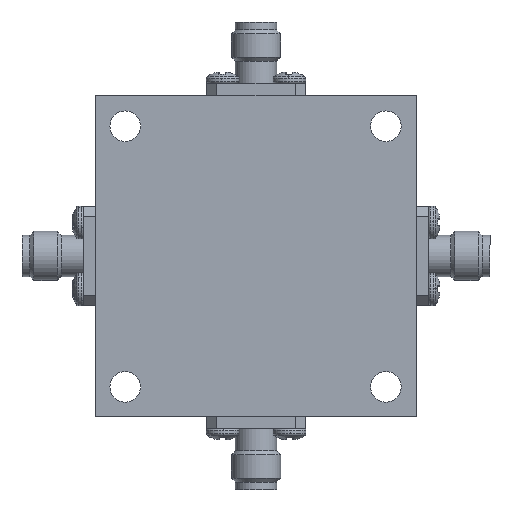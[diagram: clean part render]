
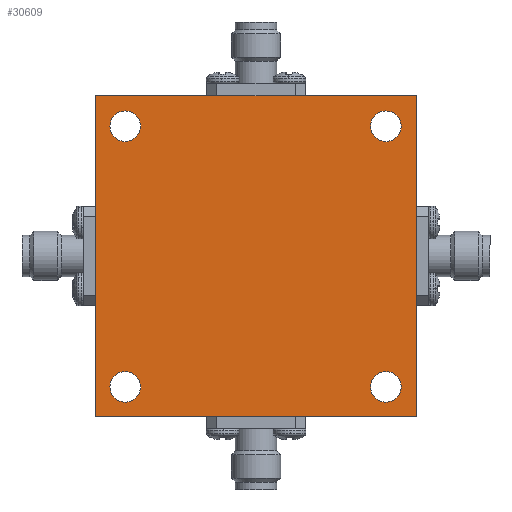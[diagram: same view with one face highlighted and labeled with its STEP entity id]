
A CAD part, front view. The second image highlights one B-rep face of the part: STEP entity #30609.
In plain terms, the highlighted planar face has unit normal (0, -1, 0).
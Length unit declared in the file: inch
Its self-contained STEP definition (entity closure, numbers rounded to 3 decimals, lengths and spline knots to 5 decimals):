
#448 = DIRECTION ( 'NONE',  ( 0., 0., 1. ) ) ;
#1721 = ORIENTED_EDGE ( 'NONE', *, *, #12141, .T. ) ;
#3802 = ORIENTED_EDGE ( 'NONE', *, *, #60716, .T. ) ;
#4728 = DIRECTION ( 'NONE',  ( 0., 1., 0. ) ) ;
#5648 = EDGE_CURVE ( 'NONE', #40473, #8958, #8936, .T. ) ;
#6568 = CARTESIAN_POINT ( 'NONE',  ( 0.66, 0., 0.582 ) ) ;
#8936 = LINE ( 'NONE', #20821, #13199 ) ;
#8958 = VERTEX_POINT ( 'NONE', #75546 ) ;
#9513 = VERTEX_POINT ( 'NONE', #73623 ) ;
#9891 = DIRECTION ( 'NONE',  ( -1., 0., 0. ) ) ;
#9962 = VERTEX_POINT ( 'NONE', #20153 ) ;
#11938 = VERTEX_POINT ( 'NONE', #36356 ) ;
#12129 = ORIENTED_EDGE ( 'NONE', *, *, #24224, .F. ) ;
#12141 = EDGE_CURVE ( 'NONE', #19509, #74177, #77534, .T. ) ;
#13199 = VECTOR ( 'NONE', #32318, 39.37008 ) ;
#15293 = ORIENTED_EDGE ( 'NONE', *, *, #40434, .F. ) ;
#15339 = FACE_OUTER_BOUND ( 'NONE', #52267, .T. ) ;
#16954 = AXIS2_PLACEMENT_3D ( 'NONE', #70978, #72549, #64997 ) ;
#17575 = DIRECTION ( 'NONE',  ( 0., 1., 0. ) ) ;
#18810 = ORIENTED_EDGE ( 'NONE', *, *, #5648, .F. ) ;
#19313 = DIRECTION ( 'NONE',  ( 0., 0., -1. ) ) ;
#19509 = VERTEX_POINT ( 'NONE', #57327 ) ;
#20096 = CARTESIAN_POINT ( 'NONE',  ( 0.815, 0., 0.815 ) ) ;
#20153 = CARTESIAN_POINT ( 'NONE',  ( -0.665, 0., 0.738 ) ) ;
#20497 = DIRECTION ( 'NONE',  ( 0., -1., 0. ) ) ;
#20821 = CARTESIAN_POINT ( 'NONE',  ( -0.815, 0., 0.815 ) ) ;
#20980 = CARTESIAN_POINT ( 'NONE',  ( -0.665, 0., -0.743 ) ) ;
#22021 = DIRECTION ( 'NONE',  ( 0., 1., 0. ) ) ;
#22038 = CARTESIAN_POINT ( 'NONE',  ( 0., 0., 0. ) ) ;
#22300 = CARTESIAN_POINT ( 'NONE',  ( -0.665, 0., 0.66 ) ) ;
#23465 = ORIENTED_EDGE ( 'NONE', *, *, #67649, .T. ) ;
#23498 = AXIS2_PLACEMENT_3D ( 'NONE', #54455, #4728, #77015 ) ;
#23693 = LINE ( 'NONE', #58794, #27679 ) ;
#24224 = EDGE_CURVE ( 'NONE', #8958, #43091, #68695, .T. ) ;
#24625 = ORIENTED_EDGE ( 'NONE', *, *, #58402, .F. ) ;
#25389 = AXIS2_PLACEMENT_3D ( 'NONE', #35534, #65507, #29543 ) ;
#25654 = ORIENTED_EDGE ( 'NONE', *, *, #55403, .T. ) ;
#25968 = CIRCLE ( 'NONE', #23498, 0.078 ) ;
#26943 = CIRCLE ( 'NONE', #49703, 0.078 ) ;
#27170 = DIRECTION ( 'NONE',  ( 0., 1., 0. ) ) ;
#27565 = FACE_BOUND ( 'NONE', #36105, .T. ) ;
#27679 = VECTOR ( 'NONE', #71540, 39.37008 ) ;
#29472 = VERTEX_POINT ( 'NONE', #20980 ) ;
#29543 = DIRECTION ( 'NONE',  ( 0., 0., 1. ) ) ;
#30609 = ADVANCED_FACE ( 'NONE', ( #45373, #27565, #15339, #76148, #50540 ), #32399, .T. ) ;
#30818 = VECTOR ( 'NONE', #9891, 39.37008 ) ;
#31340 = AXIS2_PLACEMENT_3D ( 'NONE', #22038, #20497, #38331 ) ;
#32318 = DIRECTION ( 'NONE',  ( 1., 0., 0. ) ) ;
#32399 = PLANE ( 'NONE',  #31340 ) ;
#33829 = EDGE_CURVE ( 'NONE', #77673, #77925, #74063, .T. ) ;
#35320 = CARTESIAN_POINT ( 'NONE',  ( 0.66, 0., -0.743 ) ) ;
#35534 = CARTESIAN_POINT ( 'NONE',  ( 0.66, 0., -0.665 ) ) ;
#35561 = CIRCLE ( 'NONE', #43088, 0.078 ) ;
#36105 = EDGE_LOOP ( 'NONE', ( #36197, #49988 ) ) ;
#36197 = ORIENTED_EDGE ( 'NONE', *, *, #40259, .T. ) ;
#36356 = CARTESIAN_POINT ( 'NONE',  ( -0.665, 0., 0.582 ) ) ;
#38219 = CARTESIAN_POINT ( 'NONE',  ( -0.815, 0., 0.815 ) ) ;
#38331 = DIRECTION ( 'NONE',  ( 0., 0., -1. ) ) ;
#40259 = EDGE_CURVE ( 'NONE', #29472, #9513, #26943, .T. ) ;
#40300 = ORIENTED_EDGE ( 'NONE', *, *, #33829, .T. ) ;
#40434 = EDGE_CURVE ( 'NONE', #43091, #67575, #51742, .T. ) ;
#40473 = VERTEX_POINT ( 'NONE', #38219 ) ;
#41699 = DIRECTION ( 'NONE',  ( 0., 0., 1. ) ) ;
#42210 = EDGE_CURVE ( 'NONE', #9513, #29472, #63721, .T. ) ;
#43088 = AXIS2_PLACEMENT_3D ( 'NONE', #78244, #60397, #54131 ) ;
#43091 = VERTEX_POINT ( 'NONE', #52128 ) ;
#44215 = DIRECTION ( 'NONE',  ( 0., 0., 1. ) ) ;
#45128 = EDGE_LOOP ( 'NONE', ( #40300, #63109 ) ) ;
#45373 = FACE_BOUND ( 'NONE', #45128, .T. ) ;
#45585 = CIRCLE ( 'NONE', #25389, 0.078 ) ;
#45825 = CARTESIAN_POINT ( 'NONE',  ( -0.815, 0., -0.815 ) ) ;
#47169 = CARTESIAN_POINT ( 'NONE',  ( -0.815, 0., -0.815 ) ) ;
#48660 = AXIS2_PLACEMENT_3D ( 'NONE', #75034, #27170, #44215 ) ;
#49703 = AXIS2_PLACEMENT_3D ( 'NONE', #66845, #54554, #448 ) ;
#49988 = ORIENTED_EDGE ( 'NONE', *, *, #42210, .T. ) ;
#50105 = EDGE_CURVE ( 'NONE', #77925, #77673, #35561, .T. ) ;
#50540 = FACE_BOUND ( 'NONE', #57498, .T. ) ;
#51742 = LINE ( 'NONE', #45825, #30818 ) ;
#52128 = CARTESIAN_POINT ( 'NONE',  ( 0.815, 0., -0.815 ) ) ;
#52267 = EDGE_LOOP ( 'NONE', ( #12129, #18810, #24625, #15293 ) ) ;
#53639 = AXIS2_PLACEMENT_3D ( 'NONE', #22300, #17575, #41699 ) ;
#54131 = DIRECTION ( 'NONE',  ( 0., 0., 1. ) ) ;
#54455 = CARTESIAN_POINT ( 'NONE',  ( -0.665, 0., 0.66 ) ) ;
#54554 = DIRECTION ( 'NONE',  ( 0., 1., 0. ) ) ;
#55403 = EDGE_CURVE ( 'NONE', #9962, #11938, #25968, .T. ) ;
#57327 = CARTESIAN_POINT ( 'NONE',  ( 0.66, 0., -0.587 ) ) ;
#57498 = EDGE_LOOP ( 'NONE', ( #23465, #25654 ) ) ;
#57689 = CARTESIAN_POINT ( 'NONE',  ( 0.66, 0., 0.738 ) ) ;
#58402 = EDGE_CURVE ( 'NONE', #67575, #40473, #23693, .T. ) ;
#58618 = EDGE_LOOP ( 'NONE', ( #3802, #1721 ) ) ;
#58794 = CARTESIAN_POINT ( 'NONE',  ( -0.815, 0., 0.815 ) ) ;
#58812 = AXIS2_PLACEMENT_3D ( 'NONE', #77324, #22021, #65465 ) ;
#59221 = VECTOR ( 'NONE', #19313, 39.37008 ) ;
#60397 = DIRECTION ( 'NONE',  ( 0., 1., 0. ) ) ;
#60716 = EDGE_CURVE ( 'NONE', #74177, #19509, #45585, .T. ) ;
#63109 = ORIENTED_EDGE ( 'NONE', *, *, #50105, .T. ) ;
#63721 = CIRCLE ( 'NONE', #48660, 0.078 ) ;
#64997 = DIRECTION ( 'NONE',  ( 0., 0., 1. ) ) ;
#65465 = DIRECTION ( 'NONE',  ( 0., 0., 1. ) ) ;
#65507 = DIRECTION ( 'NONE',  ( 0., 1., 0. ) ) ;
#66248 = CIRCLE ( 'NONE', #53639, 0.078 ) ;
#66845 = CARTESIAN_POINT ( 'NONE',  ( -0.665, 0., -0.665 ) ) ;
#67575 = VERTEX_POINT ( 'NONE', #47169 ) ;
#67649 = EDGE_CURVE ( 'NONE', #11938, #9962, #66248, .T. ) ;
#68695 = LINE ( 'NONE', #20096, #59221 ) ;
#70978 = CARTESIAN_POINT ( 'NONE',  ( 0.66, 0., -0.665 ) ) ;
#71540 = DIRECTION ( 'NONE',  ( 0., 0., 1. ) ) ;
#72549 = DIRECTION ( 'NONE',  ( 0., 1., 0. ) ) ;
#73623 = CARTESIAN_POINT ( 'NONE',  ( -0.665, 0., -0.587 ) ) ;
#74063 = CIRCLE ( 'NONE', #58812, 0.078 ) ;
#74177 = VERTEX_POINT ( 'NONE', #35320 ) ;
#75034 = CARTESIAN_POINT ( 'NONE',  ( -0.665, 0., -0.665 ) ) ;
#75546 = CARTESIAN_POINT ( 'NONE',  ( 0.815, 0., 0.815 ) ) ;
#76148 = FACE_BOUND ( 'NONE', #58618, .T. ) ;
#77015 = DIRECTION ( 'NONE',  ( 0., 0., 1. ) ) ;
#77324 = CARTESIAN_POINT ( 'NONE',  ( 0.66, 0., 0.66 ) ) ;
#77534 = CIRCLE ( 'NONE', #16954, 0.078 ) ;
#77673 = VERTEX_POINT ( 'NONE', #6568 ) ;
#77925 = VERTEX_POINT ( 'NONE', #57689 ) ;
#78244 = CARTESIAN_POINT ( 'NONE',  ( 0.66, 0., 0.66 ) ) ;
